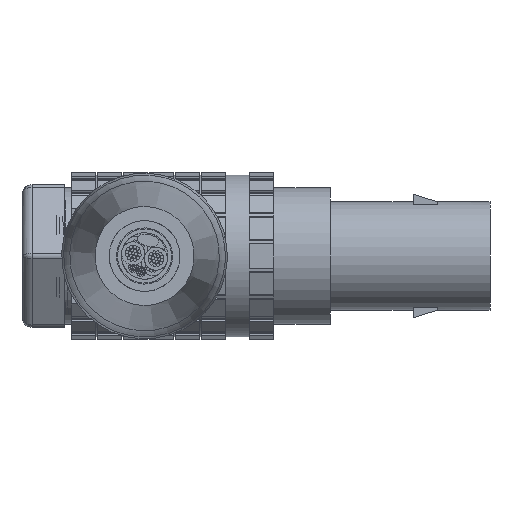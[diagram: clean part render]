
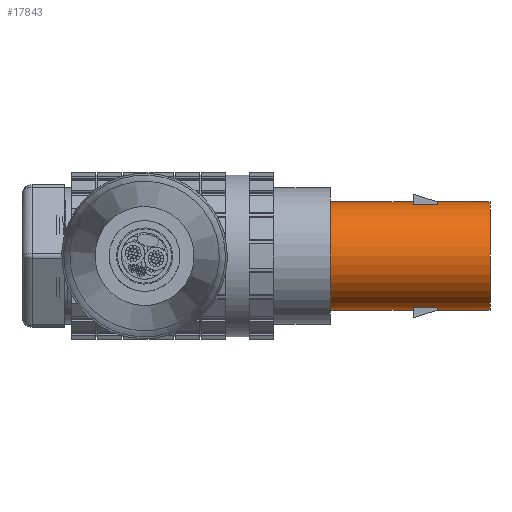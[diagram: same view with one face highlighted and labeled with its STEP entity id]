
A CAD part, front view. The second image highlights one B-rep face of the part: STEP entity #17843.
In plain terms, the highlighted cylindrical face has radius 3.404 mm (diameter 6.807 mm), a full revolution.
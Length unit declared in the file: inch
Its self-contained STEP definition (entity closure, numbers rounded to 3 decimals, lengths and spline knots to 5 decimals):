
#392=FACE_BOUND('',#6300,.T.);
#393=FACE_BOUND('',#6301,.T.);
#394=FACE_BOUND('',#6302,.T.);
#518=CYLINDRICAL_SURFACE('',#19507,0.134);
#819=LINE('',#25796,#2366);
#829=LINE('',#25820,#2376);
#836=LINE('',#25840,#2383);
#840=LINE('',#25849,#2387);
#847=LINE('',#25869,#2394);
#851=LINE('',#25878,#2398);
#1993=LINE('',#30362,#3540);
#2366=VECTOR('',#20823,0.3937);
#2376=VECTOR('',#20845,0.3937);
#2383=VECTOR('',#20864,0.3937);
#2387=VECTOR('',#20874,0.3937);
#2394=VECTOR('',#20893,0.3937);
#2398=VECTOR('',#20903,0.3937);
#3540=VECTOR('',#23631,0.134);
#5209=FACE_OUTER_BOUND('',#6299,.T.);
#6299=EDGE_LOOP('',(#15109,#15110,#15111,#15112));
#6300=EDGE_LOOP('',(#15113,#15114,#15115,#15116,#15117,#15118));
#6301=EDGE_LOOP('',(#15119,#15120,#15121,#15122,#15123));
#6302=EDGE_LOOP('',(#15124,#15125,#15126,#15127,#15128));
#6777=CIRCLE('',#18693,0.134);
#6778=CIRCLE('',#18695,0.134);
#6779=CIRCLE('',#18699,0.134);
#6780=CIRCLE('',#18701,0.134);
#6781=CIRCLE('',#18705,0.134);
#6782=CIRCLE('',#18708,0.134);
#6783=CIRCLE('',#18710,0.134);
#6784=CIRCLE('',#18714,0.134);
#6785=CIRCLE('',#18717,0.134);
#6786=CIRCLE('',#18719,0.134);
#7026=CIRCLE('',#19506,0.134);
#7027=CIRCLE('',#19508,0.134);
#7603=VERTEX_POINT('',#25794);
#7604=VERTEX_POINT('',#25795);
#7607=VERTEX_POINT('',#25803);
#7608=VERTEX_POINT('',#25804);
#7610=VERTEX_POINT('',#25813);
#7612=VERTEX_POINT('',#25819);
#7617=VERTEX_POINT('',#25834);
#7618=VERTEX_POINT('',#25838);
#7619=VERTEX_POINT('',#25839);
#7620=VERTEX_POINT('',#25844);
#7621=VERTEX_POINT('',#25848);
#7624=VERTEX_POINT('',#25859);
#7627=VERTEX_POINT('',#25867);
#7628=VERTEX_POINT('',#25868);
#7629=VERTEX_POINT('',#25873);
#7630=VERTEX_POINT('',#25877);
#8612=VERTEX_POINT('',#30357);
#8613=VERTEX_POINT('',#30360);
#9315=EDGE_CURVE('',#7603,#7604,#819,.T.);
#9319=EDGE_CURVE('',#7607,#7608,#6777,.T.);
#9322=EDGE_CURVE('',#7604,#7607,#6778,.T.);
#9327=EDGE_CURVE('',#7608,#7612,#829,.T.);
#9329=EDGE_CURVE('',#7612,#7610,#6779,.T.);
#9330=EDGE_CURVE('',#7610,#7603,#6780,.T.);
#9336=EDGE_CURVE('',#7618,#7619,#836,.T.);
#9339=EDGE_CURVE('',#7620,#7618,#6781,.T.);
#9341=EDGE_CURVE('',#7621,#7620,#840,.T.);
#9343=EDGE_CURVE('',#7617,#7621,#6782,.T.);
#9344=EDGE_CURVE('',#7619,#7617,#6783,.T.);
#9350=EDGE_CURVE('',#7627,#7628,#847,.T.);
#9353=EDGE_CURVE('',#7628,#7629,#6784,.T.);
#9355=EDGE_CURVE('',#7629,#7630,#851,.T.);
#9357=EDGE_CURVE('',#7630,#7624,#6785,.T.);
#9358=EDGE_CURVE('',#7624,#7627,#6786,.T.);
#10832=EDGE_CURVE('',#8612,#8612,#7026,.T.);
#10833=EDGE_CURVE('',#8613,#8613,#7027,.T.);
#10834=EDGE_CURVE('',#8613,#8612,#1993,.T.);
#15109=ORIENTED_EDGE('',*,*,#10833,.F.);
#15110=ORIENTED_EDGE('',*,*,#10834,.T.);
#15111=ORIENTED_EDGE('',*,*,#10832,.T.);
#15112=ORIENTED_EDGE('',*,*,#10834,.F.);
#15113=ORIENTED_EDGE('',*,*,#9319,.T.);
#15114=ORIENTED_EDGE('',*,*,#9327,.T.);
#15115=ORIENTED_EDGE('',*,*,#9329,.T.);
#15116=ORIENTED_EDGE('',*,*,#9330,.T.);
#15117=ORIENTED_EDGE('',*,*,#9315,.T.);
#15118=ORIENTED_EDGE('',*,*,#9322,.T.);
#15119=ORIENTED_EDGE('',*,*,#9336,.T.);
#15120=ORIENTED_EDGE('',*,*,#9344,.T.);
#15121=ORIENTED_EDGE('',*,*,#9343,.T.);
#15122=ORIENTED_EDGE('',*,*,#9341,.T.);
#15123=ORIENTED_EDGE('',*,*,#9339,.T.);
#15124=ORIENTED_EDGE('',*,*,#9353,.T.);
#15125=ORIENTED_EDGE('',*,*,#9355,.T.);
#15126=ORIENTED_EDGE('',*,*,#9357,.T.);
#15127=ORIENTED_EDGE('',*,*,#9358,.T.);
#15128=ORIENTED_EDGE('',*,*,#9350,.T.);
#17843=ADVANCED_FACE('',(#5209,#392,#393,#394),#518,.T.);
#18693=AXIS2_PLACEMENT_3D('',#25805,#20829,#20830);
#18695=AXIS2_PLACEMENT_3D('',#25810,#20835,#20836);
#18699=AXIS2_PLACEMENT_3D('',#25823,#20849,#20850);
#18701=AXIS2_PLACEMENT_3D('',#25825,#20853,#20854);
#18705=AXIS2_PLACEMENT_3D('',#25845,#20869,#20870);
#18708=AXIS2_PLACEMENT_3D('',#25852,#20878,#20879);
#18710=AXIS2_PLACEMENT_3D('',#25854,#20882,#20883);
#18714=AXIS2_PLACEMENT_3D('',#25874,#20898,#20899);
#18717=AXIS2_PLACEMENT_3D('',#25881,#20907,#20908);
#18719=AXIS2_PLACEMENT_3D('',#25883,#20911,#20912);
#19506=AXIS2_PLACEMENT_3D('',#30358,#23625,#23626);
#19507=AXIS2_PLACEMENT_3D('',#30359,#23627,#23628);
#19508=AXIS2_PLACEMENT_3D('',#30361,#23629,#23630);
#20823=DIRECTION('',(-1.,0.,0.));
#20829=DIRECTION('center_axis',(-1.,0.,0.));
#20830=DIRECTION('ref_axis',(0.,1.,0.));
#20835=DIRECTION('center_axis',(-1.,0.,0.));
#20836=DIRECTION('ref_axis',(0.,1.,0.));
#20845=DIRECTION('',(1.,0.,0.));
#20849=DIRECTION('center_axis',(1.,0.,0.));
#20850=DIRECTION('ref_axis',(0.,1.,0.));
#20853=DIRECTION('center_axis',(1.,0.,0.));
#20854=DIRECTION('ref_axis',(0.,1.,0.));
#20864=DIRECTION('',(1.,0.,0.));
#20869=DIRECTION('center_axis',(-1.,0.,0.));
#20870=DIRECTION('ref_axis',(0.,1.,0.));
#20874=DIRECTION('',(-1.,0.,0.));
#20878=DIRECTION('center_axis',(1.,0.,0.));
#20879=DIRECTION('ref_axis',(0.,1.,0.));
#20882=DIRECTION('center_axis',(1.,0.,0.));
#20883=DIRECTION('ref_axis',(0.,1.,0.));
#20893=DIRECTION('',(-1.,0.,0.));
#20898=DIRECTION('center_axis',(-1.,0.,0.));
#20899=DIRECTION('ref_axis',(0.,1.,0.));
#20903=DIRECTION('',(1.,0.,0.));
#20907=DIRECTION('center_axis',(1.,0.,0.));
#20908=DIRECTION('ref_axis',(0.,1.,0.));
#20911=DIRECTION('center_axis',(1.,0.,0.));
#20912=DIRECTION('ref_axis',(0.,1.,0.));
#23625=DIRECTION('center_axis',(1.,0.,0.));
#23626=DIRECTION('ref_axis',(0.,0.,-1.));
#23627=DIRECTION('center_axis',(1.,0.,0.));
#23628=DIRECTION('ref_axis',(0.,1.,0.));
#23629=DIRECTION('center_axis',(1.,0.,0.));
#23630=DIRECTION('ref_axis',(0.,0.,-1.));
#23631=DIRECTION('',(-1.,0.,0.));
#25794=CARTESIAN_POINT('',(0.5205,0.13,0.0325));
#25795=CARTESIAN_POINT('',(0.4425,0.13,0.0325));
#25796=CARTESIAN_POINT('',(0.375,0.13,0.0325));
#25803=CARTESIAN_POINT('',(0.4425,0.134,0.));
#25804=CARTESIAN_POINT('',(0.4425,0.13,-0.0325));
#25805=CARTESIAN_POINT('Origin',(0.4425,0.,0.));
#25810=CARTESIAN_POINT('Origin',(0.4425,0.,0.));
#25813=CARTESIAN_POINT('',(0.5205,0.134,0.));
#25819=CARTESIAN_POINT('',(0.5205,0.13,-0.0325));
#25820=CARTESIAN_POINT('',(0.375,0.13,-0.0325));
#25823=CARTESIAN_POINT('Origin',(0.5205,0.,0.));
#25825=CARTESIAN_POINT('Origin',(0.5205,0.,0.));
#25834=CARTESIAN_POINT('',(0.4425,0.,-0.134));
#25838=CARTESIAN_POINT('',(0.3825,-0.045,-0.12622));
#25839=CARTESIAN_POINT('',(0.4425,-0.045,-0.12622));
#25840=CARTESIAN_POINT('',(0.375,-0.045,-0.12622));
#25844=CARTESIAN_POINT('',(0.3825,0.045,-0.12622));
#25845=CARTESIAN_POINT('Origin',(0.3825,0.,0.));
#25848=CARTESIAN_POINT('',(0.4425,0.045,-0.12622));
#25849=CARTESIAN_POINT('',(0.375,0.045,-0.12622));
#25852=CARTESIAN_POINT('Origin',(0.4425,0.,0.));
#25854=CARTESIAN_POINT('Origin',(0.4425,0.,0.));
#25859=CARTESIAN_POINT('',(0.4425,0.,0.134));
#25867=CARTESIAN_POINT('',(0.4425,-0.045,0.12622));
#25868=CARTESIAN_POINT('',(0.3825,-0.045,0.12622));
#25869=CARTESIAN_POINT('',(0.375,-0.045,0.12622));
#25873=CARTESIAN_POINT('',(0.3825,0.045,0.12622));
#25874=CARTESIAN_POINT('Origin',(0.3825,0.,0.));
#25877=CARTESIAN_POINT('',(0.4425,0.045,0.12622));
#25878=CARTESIAN_POINT('',(0.375,0.045,0.12622));
#25881=CARTESIAN_POINT('Origin',(0.4425,0.,0.));
#25883=CARTESIAN_POINT('Origin',(0.4425,0.,0.));
#30357=CARTESIAN_POINT('',(0.1775,-0.134,0.));
#30358=CARTESIAN_POINT('Origin',(0.1775,0.,0.));
#30359=CARTESIAN_POINT('Origin',(0.375,0.,0.));
#30360=CARTESIAN_POINT('',(0.5725,-0.134,0.));
#30361=CARTESIAN_POINT('Origin',(0.5725,0.,0.));
#30362=CARTESIAN_POINT('',(0.375,-0.134,0.));
